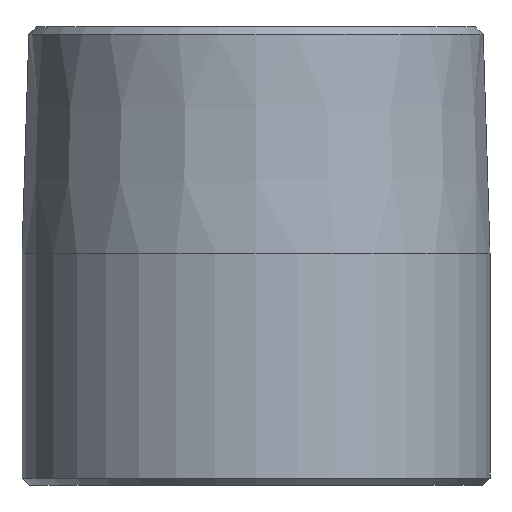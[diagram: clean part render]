
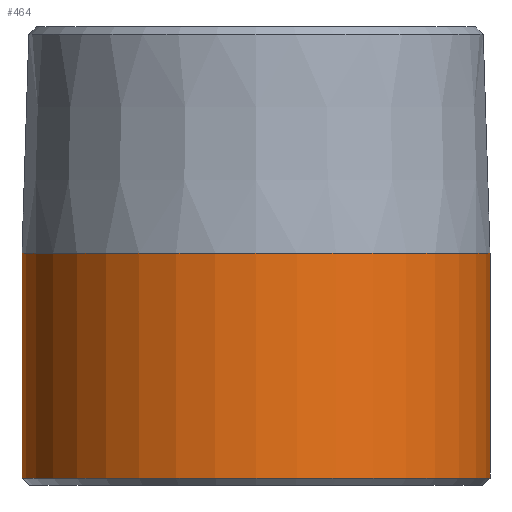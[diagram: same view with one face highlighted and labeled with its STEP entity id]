
A CAD part, front view. The second image highlights one B-rep face of the part: STEP entity #464.
In plain terms, the highlighted cylindrical face has radius 21.082 mm (diameter 42.164 mm), a partial arc.
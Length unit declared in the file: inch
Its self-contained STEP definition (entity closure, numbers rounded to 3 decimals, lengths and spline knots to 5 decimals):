
#8 = DIRECTION ( 'NONE',  ( 1., 0., 0. ) ) ;
#24 = CARTESIAN_POINT ( 'NONE',  ( 0., 0., 1.625 ) ) ;
#26 = CARTESIAN_POINT ( 'NONE',  ( 0.83, 0., 0.8225 ) ) ;
#40 = CARTESIAN_POINT ( 'NONE',  ( -0.83, 0., 0.025 ) ) ;
#41 = EDGE_CURVE ( 'NONE', #249, #328, #293, .T. ) ;
#66 = EDGE_CURVE ( 'NONE', #357, #249, #163, .T. ) ;
#81 = AXIS2_PLACEMENT_3D ( 'NONE', #24, #442, #95 ) ;
#86 = CARTESIAN_POINT ( 'NONE',  ( -0.83, 0., 0.8225 ) ) ;
#95 = DIRECTION ( 'NONE',  ( -1., 0., 0. ) ) ;
#127 = CARTESIAN_POINT ( 'NONE',  ( 0., 0., 0.8225 ) ) ;
#161 = ORIENTED_EDGE ( 'NONE', *, *, #412, .T. ) ;
#163 = LINE ( 'NONE', #284, #353 ) ;
#180 = FACE_OUTER_BOUND ( 'NONE', #279, .T. ) ;
#198 = DIRECTION ( 'NONE',  ( 0., 0., -1. ) ) ;
#249 = VERTEX_POINT ( 'NONE', #40 ) ;
#258 = EDGE_CURVE ( 'NONE', #450, #328, #316, .T. ) ;
#279 = EDGE_LOOP ( 'NONE', ( #327, #161, #303, #301 ) ) ;
#284 = CARTESIAN_POINT ( 'NONE',  ( -0.83, 0., 1.625 ) ) ;
#290 = CYLINDRICAL_SURFACE ( 'NONE', #81, 0.83 ) ;
#293 = CIRCLE ( 'NONE', #310, 0.83 ) ;
#301 = ORIENTED_EDGE ( 'NONE', *, *, #41, .T. ) ;
#303 = ORIENTED_EDGE ( 'NONE', *, *, #66, .T. ) ;
#307 = DIRECTION ( 'NONE',  ( 0., 0., -1. ) ) ;
#310 = AXIS2_PLACEMENT_3D ( 'NONE', #485, #386, #8 ) ;
#316 = LINE ( 'NONE', #430, #493 ) ;
#327 = ORIENTED_EDGE ( 'NONE', *, *, #258, .F. ) ;
#328 = VERTEX_POINT ( 'NONE', #471 ) ;
#353 = VECTOR ( 'NONE', #307, 39.37008 ) ;
#357 = VERTEX_POINT ( 'NONE', #86 ) ;
#386 = DIRECTION ( 'NONE',  ( 0., 0., 1. ) ) ;
#387 = CIRCLE ( 'NONE', #477, 0.83 ) ;
#400 = DIRECTION ( 'NONE',  ( -1., 0., 0. ) ) ;
#412 = EDGE_CURVE ( 'NONE', #450, #357, #387, .T. ) ;
#430 = CARTESIAN_POINT ( 'NONE',  ( 0.83, 0., 1.625 ) ) ;
#438 = DIRECTION ( 'NONE',  ( 0., 0., -1. ) ) ;
#442 = DIRECTION ( 'NONE',  ( 0., 0., -1. ) ) ;
#450 = VERTEX_POINT ( 'NONE', #26 ) ;
#464 = ADVANCED_FACE ( 'NONE', ( #180 ), #290, .T. ) ;
#471 = CARTESIAN_POINT ( 'NONE',  ( 0.83, 0., 0.025 ) ) ;
#477 = AXIS2_PLACEMENT_3D ( 'NONE', #127, #438, #400 ) ;
#485 = CARTESIAN_POINT ( 'NONE',  ( 0., 0., 0.025 ) ) ;
#493 = VECTOR ( 'NONE', #198, 39.37008 ) ;
